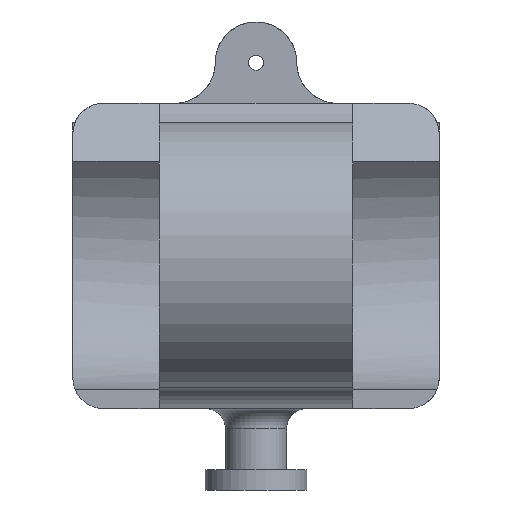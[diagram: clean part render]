
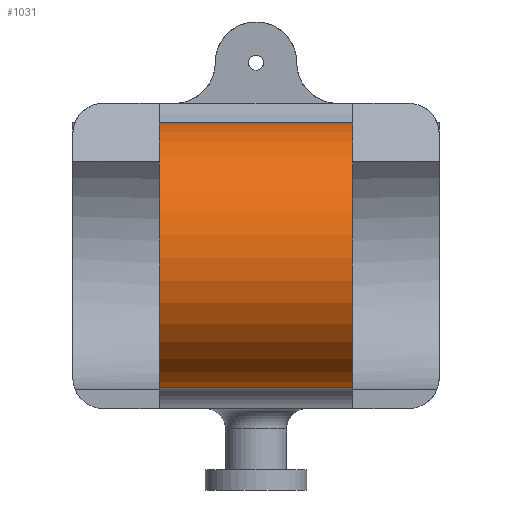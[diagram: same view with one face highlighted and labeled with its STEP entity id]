
A CAD part, left-side view. The second image highlights one B-rep face of the part: STEP entity #1031.
In plain terms, the highlighted cylindrical face has radius 6.569 mm (diameter 13.137 mm), a partial arc.
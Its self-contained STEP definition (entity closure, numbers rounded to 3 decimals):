
#64=CYLINDRICAL_SURFACE('',#1161,6.569);
#149=LINE('',#1828,#222);
#154=LINE('',#1846,#227);
#222=VECTOR('',#1434,1.5);
#227=VECTOR('',#1453,5.5);
#304=FACE_OUTER_BOUND('',#373,.T.);
#373=EDGE_LOOP('',(#916,#917,#918,#919));
#436=CIRCLE('',#1162,6.569);
#437=CIRCLE('',#1163,6.569);
#527=VERTEX_POINT('',#1825);
#528=VERTEX_POINT('',#1827);
#533=VERTEX_POINT('',#1843);
#534=VERTEX_POINT('',#1845);
#660=EDGE_CURVE('',#527,#528,#149,.T.);
#669=EDGE_CURVE('',#533,#534,#154,.T.);
#675=EDGE_CURVE('',#534,#527,#436,.T.);
#676=EDGE_CURVE('',#528,#533,#437,.T.);
#916=ORIENTED_EDGE('',*,*,#660,.F.);
#917=ORIENTED_EDGE('',*,*,#675,.F.);
#918=ORIENTED_EDGE('',*,*,#669,.F.);
#919=ORIENTED_EDGE('',*,*,#676,.F.);
#1031=ADVANCED_FACE('',(#304),#64,.T.);
#1161=AXIS2_PLACEMENT_3D('',#1856,#1466,#1467);
#1162=AXIS2_PLACEMENT_3D('',#1857,#1468,#1469);
#1163=AXIS2_PLACEMENT_3D('',#1858,#1470,#1471);
#1434=DIRECTION('',(0.,1.,0.));
#1453=DIRECTION('',(0.,-1.,0.));
#1466=DIRECTION('center_axis',(0.,1.,0.));
#1467=DIRECTION('ref_axis',(-0.97,0.,0.243));
#1468=DIRECTION('center_axis',(0.,-1.,0.));
#1469=DIRECTION('ref_axis',(1.,0.,0.));
#1470=DIRECTION('center_axis',(0.,1.,0.));
#1471=DIRECTION('ref_axis',(1.,0.,0.));
#1825=CARTESIAN_POINT('',(-1.167,4.25,1.036));
#1827=CARTESIAN_POINT('',(-1.167,13.75,1.036));
#1828=CARTESIAN_POINT('',(-1.167,0.,1.036));
#1843=CARTESIAN_POINT('',(2.019,13.75,13.751));
#1845=CARTESIAN_POINT('',(2.019,4.25,13.751));
#1846=CARTESIAN_POINT('',(2.019,15.75,13.751));
#1856=CARTESIAN_POINT('Origin',(0.,4.25,7.5));
#1857=CARTESIAN_POINT('Origin',(0.,4.25,7.5));
#1858=CARTESIAN_POINT('Origin',(0.,13.75,7.5));
